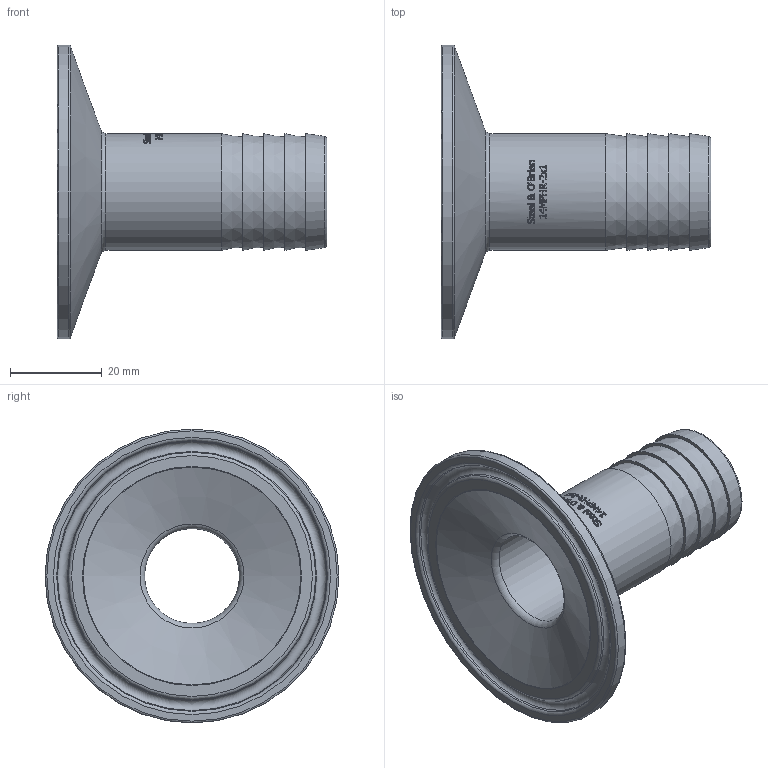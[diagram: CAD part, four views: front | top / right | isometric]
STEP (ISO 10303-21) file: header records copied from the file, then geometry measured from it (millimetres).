
FILE_DESCRIPTION(/* description */ (''),/* implementation_level */ '2;1');
FILE_NAME(/* name */ '14MPHR-2X1.stp',/* time_stamp */ '2021-11-16T11:26:47-05:00',/* author */ ('rick'),/* organization */ (''),/* preprocessor_version */ 'ST-DEVELOPER v18.1',/* originating_system */ 'Autodesk Inventor 2020',/* authorisation */ '');
FILE_SCHEMA (('AUTOMOTIVE_DESIGN { 1 0 10303 214 3 1 1 }'));
Length unit declared in the file: inch
Products named in the file (1): 14MPHR-2X1
Bounding box: 58.72 x 63.91 x 63.91 mm (x, y, z)
Volume: 21579.5 mm3; surface area: 14262.1 mm2
Topology: 1 solids, 1 shells, 391 faces, 1075 edges, 726 vertices
Faces by surface type: plane 187, bspline 147, cylinder 38, torus 10, cone 9
Full cylindrical faces by diameter (mm): 20.625 x1, 25.4 x1, 63.906 x1
Entity records: 15715 total; most frequent: CARTESIAN_POINT 6366, ORIENTED_EDGE 2150, DIRECTION 1569, EDGE_CURVE 1075, VERTEX_POINT 726, AXIS2_PLACEMENT_3D 543, LINE 483, VECTOR 483
